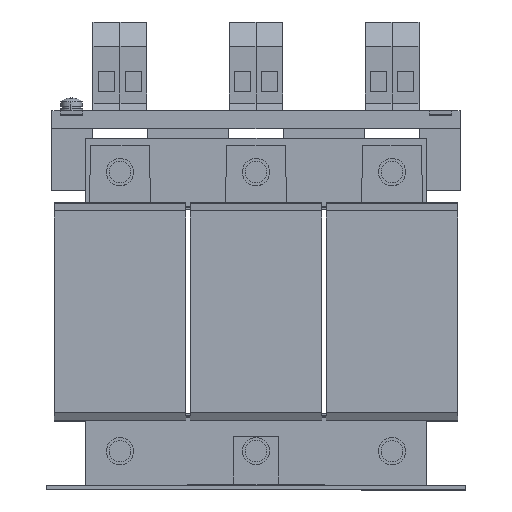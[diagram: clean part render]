
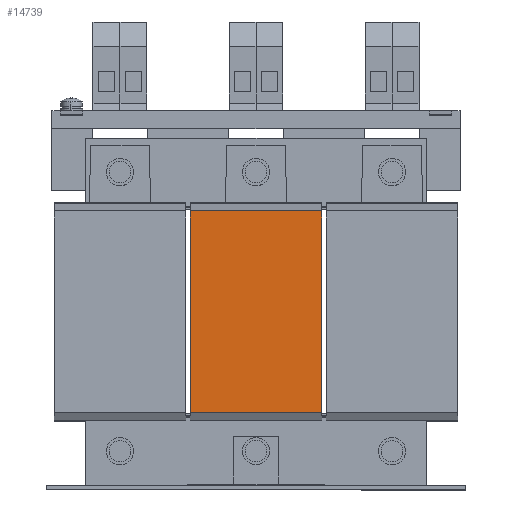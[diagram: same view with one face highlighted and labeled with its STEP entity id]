
A CAD part, top view. The second image highlights one B-rep face of the part: STEP entity #14739.
In plain terms, the highlighted planar face has unit normal (0, 0, 1).
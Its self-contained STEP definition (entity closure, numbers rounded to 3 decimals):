
#43 = CARTESIAN_POINT ( 'NONE',  ( -29., 0., 38.125 ) ) ;
#292 = VECTOR ( 'NONE', #19479, 1000. ) ;
#826 = EDGE_CURVE ( 'NONE', #1065, #21995, #6665, .T. ) ;
#1065 = VERTEX_POINT ( 'NONE', #25643 ) ;
#2013 = CARTESIAN_POINT ( 'NONE',  ( 29., 0., 38.125 ) ) ;
#2106 = FACE_OUTER_BOUND ( 'NONE', #24169, .T. ) ;
#4043 = LINE ( 'NONE', #23322, #23881 ) ;
#4220 = DIRECTION ( 'NONE',  ( 0., 0., 1. ) ) ;
#6325 = PLANE ( 'NONE',  #7563 ) ;
#6665 = LINE ( 'NONE', #43, #26565 ) ;
#6799 = DIRECTION ( 'NONE',  ( 0., 1., 0. ) ) ;
#7563 = AXIS2_PLACEMENT_3D ( 'NONE', #23500, #4220, #12799 ) ;
#10839 = VERTEX_POINT ( 'NONE', #22420 ) ;
#11251 = CARTESIAN_POINT ( 'NONE',  ( -29., 44.4, 38.125 ) ) ;
#11489 = EDGE_CURVE ( 'NONE', #21948, #10839, #12716, .T. ) ;
#11995 = DIRECTION ( 'NONE',  ( -1., 0., 0. ) ) ;
#12200 = DIRECTION ( 'NONE',  ( -1., 0., 0. ) ) ;
#12716 = LINE ( 'NONE', #2013, #292 ) ;
#12799 = DIRECTION ( 'NONE',  ( 1., 0., 0. ) ) ;
#13561 = LINE ( 'NONE', #26654, #17439 ) ;
#13786 = ORIENTED_EDGE ( 'NONE', *, *, #18394, .F. ) ;
#14025 = EDGE_CURVE ( 'NONE', #10839, #21995, #13561, .T. ) ;
#14739 = ADVANCED_FACE ( 'Defeature ausgef�hrt1_360', ( #2106 ), #6325, .T. ) ;
#17439 = VECTOR ( 'NONE', #11995, 1000. ) ;
#18394 = EDGE_CURVE ( 'NONE', #21948, #1065, #4043, .T. ) ;
#19035 = ORIENTED_EDGE ( 'NONE', *, *, #11489, .T. ) ;
#19479 = DIRECTION ( 'NONE',  ( 0., 1., 0. ) ) ;
#21948 = VERTEX_POINT ( 'NONE', #22098 ) ;
#21995 = VERTEX_POINT ( 'NONE', #11251 ) ;
#22098 = CARTESIAN_POINT ( 'NONE',  ( 29., -44.4, 38.125 ) ) ;
#22420 = CARTESIAN_POINT ( 'NONE',  ( 29., 44.4, 38.125 ) ) ;
#23322 = CARTESIAN_POINT ( 'NONE',  ( 29., -44.4, 38.125 ) ) ;
#23500 = CARTESIAN_POINT ( 'NONE',  ( 29., 0., 38.125 ) ) ;
#23881 = VECTOR ( 'NONE', #12200, 1000. ) ;
#24169 = EDGE_LOOP ( 'NONE', ( #25548, #13786, #19035, #26080 ) ) ;
#25548 = ORIENTED_EDGE ( 'NONE', *, *, #826, .F. ) ;
#25643 = CARTESIAN_POINT ( 'NONE',  ( -29., -44.4, 38.125 ) ) ;
#26080 = ORIENTED_EDGE ( 'NONE', *, *, #14025, .T. ) ;
#26565 = VECTOR ( 'NONE', #6799, 1000. ) ;
#26654 = CARTESIAN_POINT ( 'NONE',  ( 29., 44.4, 38.125 ) ) ;
